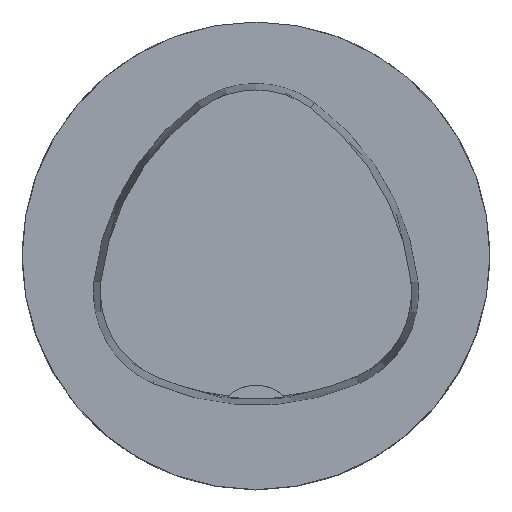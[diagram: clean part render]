
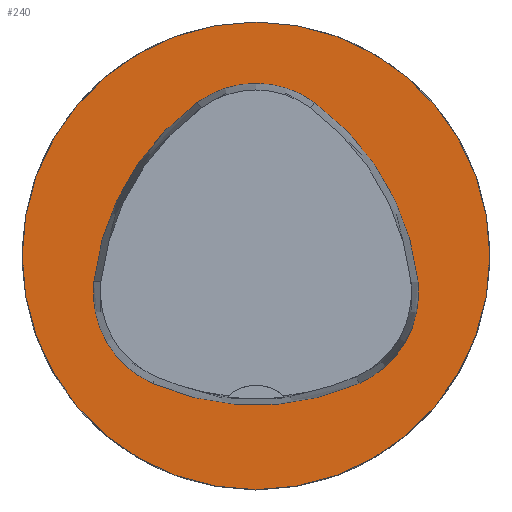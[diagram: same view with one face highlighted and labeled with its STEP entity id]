
A CAD part, top view. The second image highlights one B-rep face of the part: STEP entity #240.
In plain terms, the highlighted planar face has unit normal (0, 0, 1).
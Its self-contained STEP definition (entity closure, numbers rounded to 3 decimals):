
#96=FACE_BOUND('',#430,.T.);
#97=FACE_BOUND('',#431,.T.);
#186=PLANE('',#1720);
#240=ADVANCED_FACE('',(#96,#97),#186,.T.);
#430=EDGE_LOOP('',(#629,#630,#631,#632,#633,#634));
#431=EDGE_LOOP('',(#635));
#519=CIRCLE('',#1706,17.);
#521=CIRCLE('',#1714,17.);
#522=CIRCLE('',#1715,44.);
#523=CIRCLE('',#1716,44.);
#524=CIRCLE('',#1717,17.);
#525=CIRCLE('',#1718,44.);
#526=CIRCLE('',#1719,40.);
#629=ORIENTED_EDGE('',*,*,#1211,.T.);
#630=ORIENTED_EDGE('',*,*,#1212,.T.);
#631=ORIENTED_EDGE('',*,*,#1201,.T.);
#632=ORIENTED_EDGE('',*,*,#1213,.T.);
#633=ORIENTED_EDGE('',*,*,#1214,.T.);
#634=ORIENTED_EDGE('',*,*,#1215,.T.);
#635=ORIENTED_EDGE('',*,*,#1216,.F.);
#1042=VERTEX_POINT('',#2435);
#1043=VERTEX_POINT('',#2436);
#1050=VERTEX_POINT('',#2457);
#1051=VERTEX_POINT('',#2458);
#1052=VERTEX_POINT('',#2461);
#1053=VERTEX_POINT('',#2463);
#1054=VERTEX_POINT('',#2466);
#1201=EDGE_CURVE('',#1042,#1043,#519,.T.);
#1211=EDGE_CURVE('',#1050,#1051,#521,.T.);
#1212=EDGE_CURVE('',#1051,#1042,#522,.T.);
#1213=EDGE_CURVE('',#1043,#1052,#523,.T.);
#1214=EDGE_CURVE('',#1052,#1053,#524,.T.);
#1215=EDGE_CURVE('',#1053,#1050,#525,.T.);
#1216=EDGE_CURVE('',#1054,#1054,#526,.T.);
#1706=AXIS2_PLACEMENT_3D('',#2434,#1941,#1942);
#1714=AXIS2_PLACEMENT_3D('',#2456,#1963,#1964);
#1715=AXIS2_PLACEMENT_3D('',#2459,#1965,#1966);
#1716=AXIS2_PLACEMENT_3D('',#2460,#1967,#1968);
#1717=AXIS2_PLACEMENT_3D('',#2462,#1969,#1970);
#1718=AXIS2_PLACEMENT_3D('',#2464,#1971,#1972);
#1719=AXIS2_PLACEMENT_3D('',#2465,#1973,#1974);
#1720=AXIS2_PLACEMENT_3D('',#2467,#1975,#1976);
#1941=DIRECTION('',(0.,0.,-1.));
#1942=DIRECTION('',(-1.,0.,0.));
#1963=DIRECTION('',(0.,0.,-1.));
#1964=DIRECTION('',(-1.,0.,0.));
#1965=DIRECTION('',(0.,0.,-1.));
#1966=DIRECTION('',(-1.,0.,0.));
#1967=DIRECTION('',(0.,0.,-1.));
#1968=DIRECTION('',(-1.,0.,0.));
#1969=DIRECTION('',(0.,0.,-1.));
#1970=DIRECTION('',(-1.,0.,0.));
#1971=DIRECTION('',(0.,0.,-1.));
#1972=DIRECTION('',(-1.,0.,0.));
#1973=DIRECTION('',(0.,0.,-1.));
#1974=DIRECTION('',(-1.,0.,0.));
#1975=DIRECTION('',(0.,0.,1.));
#1976=DIRECTION('',(-1.,0.,0.));
#2434=CARTESIAN_POINT('',(-0.023,12.5,0.));
#2435=CARTESIAN_POINT('',(-10.119,26.178,0.));
#2436=CARTESIAN_POINT('',(10.049,26.194,0.));
#2456=CARTESIAN_POINT('',(-10.825,-6.25,0.));
#2457=CARTESIAN_POINT('',(-17.652,-21.819,0.));
#2458=CARTESIAN_POINT('',(-27.722,-4.378,0.));
#2459=CARTESIAN_POINT('',(16.01,-9.224,0.));
#2460=CARTESIAN_POINT('',(-16.021,-9.25,0.));
#2461=CARTESIAN_POINT('',(27.71,-4.394,0.));
#2462=CARTESIAN_POINT('',(10.814,-6.27,0.));
#2463=CARTESIAN_POINT('',(17.611,-21.852,0.));
#2464=CARTESIAN_POINT('',(0.017,18.477,0.));
#2465=CARTESIAN_POINT('',(0.,0.,0.));
#2466=CARTESIAN_POINT('',(-40.,0.,0.));
#2467=CARTESIAN_POINT('',(0.,0.,0.));
